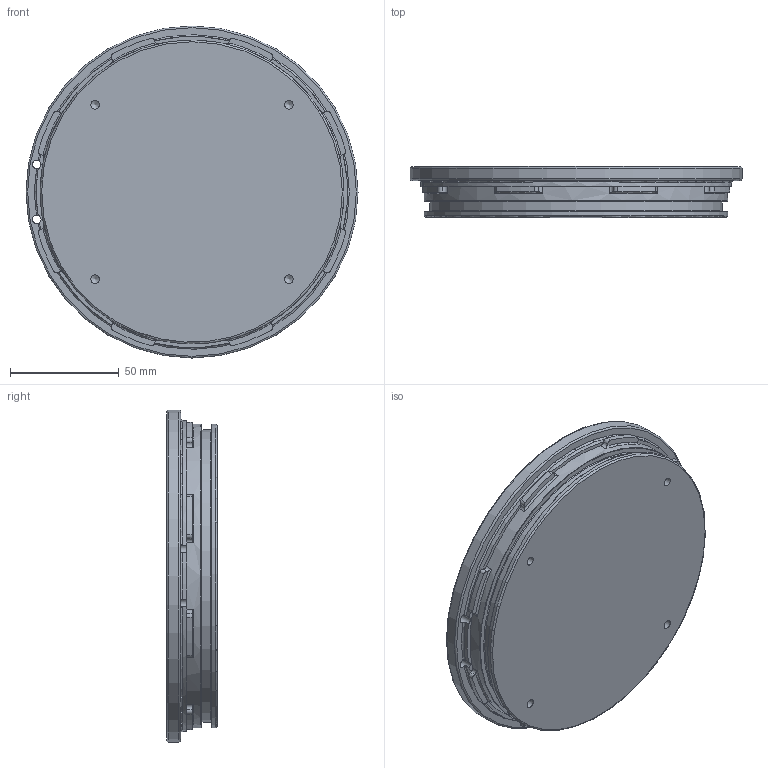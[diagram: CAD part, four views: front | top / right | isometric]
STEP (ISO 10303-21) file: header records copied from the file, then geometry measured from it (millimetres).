
FILE_DESCRIPTION(/* description */ ('ENDCAP, BOUYANCY ENGINE'),/* implementation_level */ '2;1');
FILE_NAME(/* name */ 'BD-PRT-0298-0000_RevA.stp',/* time_stamp */ '2020-09-07T16:40:42-04:00',/* author */ ('Jeremy Paulus'),/* organization */ (''),/* preprocessor_version */ 'ST-DEVELOPER v15.2',/* originating_system */ 'Autodesk Inventor 2014',/* authorisation */ '');
FILE_SCHEMA (('AUTOMOTIVE_DESIGN { 1 0 10303 214 3 1 1 }'));
Length unit declared in the file: inch
Products named in the file (1): BD-PRT-0298-0000
Bounding box: 152.4 x 23.18 x 152.4 mm (x, y, z)
Volume: 298517.8 mm3; surface area: 52045.5 mm2
Topology: 1 solids, 1 shells, 163 faces, 431 edges, 272 vertices
Faces by surface type: cylinder 78, torus 45, plane 36, cone 4
Full cylindrical faces by diameter (mm): 3.962 x6, 134.061 x1, 139.497 x2, 152.4 x1
Entity records: 5182 total; most frequent: CARTESIAN_POINT 1060, DIRECTION 972, ORIENTED_EDGE 804, AXIS2_PLACEMENT_3D 430, EDGE_CURVE 402, CIRCLE 266, VERTEX_POINT 264, EDGE_LOOP 190
